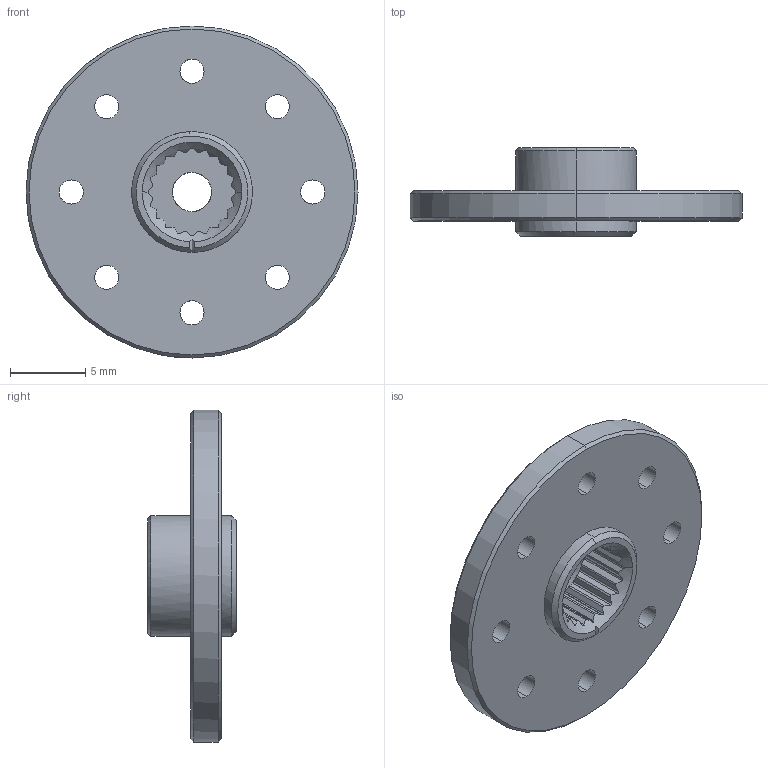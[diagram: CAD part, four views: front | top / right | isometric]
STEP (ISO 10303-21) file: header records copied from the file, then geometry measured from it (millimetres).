
FILE_DESCRIPTION(('CATIA V5 STEP Exchange'),'2;1');
FILE_NAME('HN07-N101.stp','2023-06-06T10:32:57+00:00',('none'),('none'),'CATIA Version 5 Release 20 GA (IN-10)','CATIA V5 STEP AP203','none');
FILE_SCHEMA(('CONFIG_CONTROL_DESIGN'));
Length unit declared in the file: millimetre
Products named in the file (1): HN07-N101
Bounding box: 22 x 5.85 x 22 mm (x, y, z)
Volume: 787.1 mm3; surface area: 1111.5 mm2
Topology: 1 solids, 1 shells, 159 faces, 436 edges, 278 vertices
Faces by surface type: cylinder 76, plane 47, cone 34, bspline 2
Entity records: 5452 total; most frequent: CARTESIAN_POINT 1736, ORIENTED_EDGE 860, DIRECTION 572, EDGE_CURVE 430, VERTEX_POINT 278, AXIS2_PLACEMENT_3D 263, EDGE_LOOP 182, B_SPLINE_CURVE_WITH_KNOTS 172
